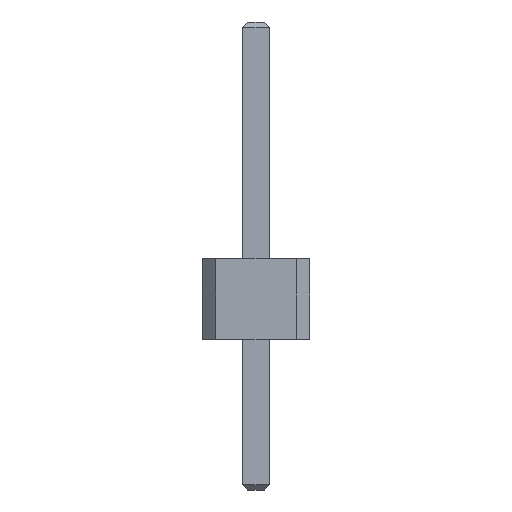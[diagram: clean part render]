
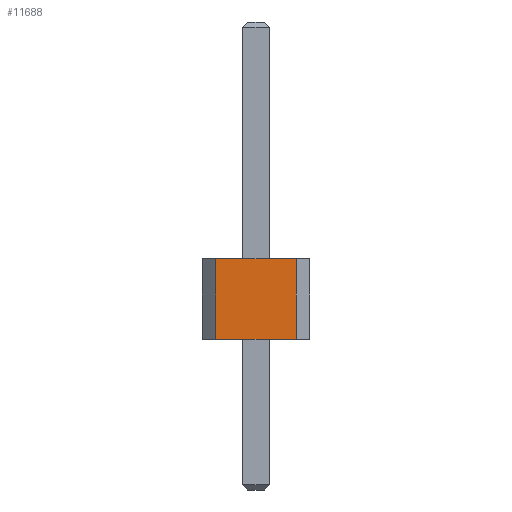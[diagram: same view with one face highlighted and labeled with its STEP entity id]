
A CAD part, front view. The second image highlights one B-rep face of the part: STEP entity #11688.
In plain terms, the highlighted planar face has unit normal (0, -1, 0).
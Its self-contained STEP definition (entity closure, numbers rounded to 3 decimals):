
#44 = PLANE('',#45);
#45 = AXIS2_PLACEMENT_3D('',#46,#47,#48);
#46 = CARTESIAN_POINT('',(-1.,0.75,0.));
#47 = DIRECTION('',(0.,0.,-1.));
#48 = DIRECTION('',(0.,1.,0.));
#100 = PLANE('',#101);
#101 = AXIS2_PLACEMENT_3D('',#102,#103,#104);
#102 = CARTESIAN_POINT('',(-1.,0.75,1.5));
#103 = DIRECTION('',(0.,0.,-1.));
#104 = DIRECTION('',(-1.,0.,0.));
#1589 = VERTEX_POINT('',#1590);
#1590 = CARTESIAN_POINT('',(0.75,-33.,0.));
#1604 = PLANE('',#1605);
#1605 = AXIS2_PLACEMENT_3D('',#1606,#1607,#1608);
#1606 = CARTESIAN_POINT('',(0.875,-32.875,0.));
#1607 = DIRECTION('',(0.707,-0.707,0.));
#1608 = DIRECTION('',(0.,0.,-1.));
#1616 = EDGE_CURVE('',#1617,#1589,#1619,.T.);
#1617 = VERTEX_POINT('',#1618);
#1618 = CARTESIAN_POINT('',(-0.75,-33.,0.));
#1619 = SURFACE_CURVE('',#1620,(#1624,#1631),.PCURVE_S1.);
#1620 = LINE('',#1621,#1622);
#1621 = CARTESIAN_POINT('',(-1.,-33.,0.));
#1622 = VECTOR('',#1623,1.);
#1623 = DIRECTION('',(1.,0.,0.));
#1624 = PCURVE('',#44,#1625);
#1625 = DEFINITIONAL_REPRESENTATION('',(#1626),#1630);
#1626 = LINE('',#1627,#1628);
#1627 = CARTESIAN_POINT('',(-33.75,0.));
#1628 = VECTOR('',#1629,1.);
#1629 = DIRECTION('',(0.,1.));
#1630 = ( GEOMETRIC_REPRESENTATION_CONTEXT(2) 
PARAMETRIC_REPRESENTATION_CONTEXT() REPRESENTATION_CONTEXT('2D SPACE',''
  ) );
#1631 = PCURVE('',#1632,#1637);
#1632 = PLANE('',#1633);
#1633 = AXIS2_PLACEMENT_3D('',#1634,#1635,#1636);
#1634 = CARTESIAN_POINT('',(-1.,-33.,0.));
#1635 = DIRECTION('',(0.,1.,0.));
#1636 = DIRECTION('',(1.,0.,0.));
#1637 = DEFINITIONAL_REPRESENTATION('',(#1638),#1642);
#1638 = LINE('',#1639,#1640);
#1639 = CARTESIAN_POINT('',(0.,0.));
#1640 = VECTOR('',#1641,1.);
#1641 = DIRECTION('',(1.,0.));
#1642 = ( GEOMETRIC_REPRESENTATION_CONTEXT(2) 
PARAMETRIC_REPRESENTATION_CONTEXT() REPRESENTATION_CONTEXT('2D SPACE',''
  ) );
#1660 = PLANE('',#1661);
#1661 = AXIS2_PLACEMENT_3D('',#1662,#1663,#1664);
#1662 = CARTESIAN_POINT('',(-0.875,-32.875,0.));
#1663 = DIRECTION('',(-0.707,-0.707,0.));
#1664 = DIRECTION('',(0.,0.,-1.));
#6071 = VERTEX_POINT('',#6072);
#6072 = CARTESIAN_POINT('',(0.75,-33.,1.5));
#6093 = EDGE_CURVE('',#6094,#6071,#6096,.T.);
#6094 = VERTEX_POINT('',#6095);
#6095 = CARTESIAN_POINT('',(-0.75,-33.,1.5));
#6096 = SURFACE_CURVE('',#6097,(#6101,#6108),.PCURVE_S1.);
#6097 = LINE('',#6098,#6099);
#6098 = CARTESIAN_POINT('',(-1.,-33.,1.5));
#6099 = VECTOR('',#6100,1.);
#6100 = DIRECTION('',(1.,0.,0.));
#6101 = PCURVE('',#100,#6102);
#6102 = DEFINITIONAL_REPRESENTATION('',(#6103),#6107);
#6103 = LINE('',#6104,#6105);
#6104 = CARTESIAN_POINT('',(0.,-33.75));
#6105 = VECTOR('',#6106,1.);
#6106 = DIRECTION('',(-1.,0.));
#6107 = ( GEOMETRIC_REPRESENTATION_CONTEXT(2) 
PARAMETRIC_REPRESENTATION_CONTEXT() REPRESENTATION_CONTEXT('2D SPACE',''
  ) );
#6108 = PCURVE('',#1632,#6109);
#6109 = DEFINITIONAL_REPRESENTATION('',(#6110),#6114);
#6110 = LINE('',#6111,#6112);
#6111 = CARTESIAN_POINT('',(0.,-1.5));
#6112 = VECTOR('',#6113,1.);
#6113 = DIRECTION('',(1.,0.));
#6114 = ( GEOMETRIC_REPRESENTATION_CONTEXT(2) 
PARAMETRIC_REPRESENTATION_CONTEXT() REPRESENTATION_CONTEXT('2D SPACE',''
  ) );
#11668 = EDGE_CURVE('',#1617,#6094,#11669,.T.);
#11669 = SURFACE_CURVE('',#11670,(#11674,#11681),.PCURVE_S1.);
#11670 = LINE('',#11671,#11672);
#11671 = CARTESIAN_POINT('',(-0.75,-33.,0.));
#11672 = VECTOR('',#11673,1.);
#11673 = DIRECTION('',(0.,0.,1.));
#11674 = PCURVE('',#1660,#11675);
#11675 = DEFINITIONAL_REPRESENTATION('',(#11676),#11680);
#11676 = LINE('',#11677,#11678);
#11677 = CARTESIAN_POINT('',(0.,0.177));
#11678 = VECTOR('',#11679,1.);
#11679 = DIRECTION('',(-1.,0.));
#11680 = ( GEOMETRIC_REPRESENTATION_CONTEXT(2) 
PARAMETRIC_REPRESENTATION_CONTEXT() REPRESENTATION_CONTEXT('2D SPACE',''
  ) );
#11681 = PCURVE('',#1632,#11682);
#11682 = DEFINITIONAL_REPRESENTATION('',(#11683),#11687);
#11683 = LINE('',#11684,#11685);
#11684 = CARTESIAN_POINT('',(0.25,0.));
#11685 = VECTOR('',#11686,1.);
#11686 = DIRECTION('',(0.,-1.));
#11687 = ( GEOMETRIC_REPRESENTATION_CONTEXT(2) 
PARAMETRIC_REPRESENTATION_CONTEXT() REPRESENTATION_CONTEXT('2D SPACE',''
  ) );
#11688 = ADVANCED_FACE('',(#11689),#1632,.F.);
#11689 = FACE_BOUND('',#11690,.F.);
#11690 = EDGE_LOOP('',(#11691,#11692,#11693,#11694));
#11691 = ORIENTED_EDGE('',*,*,#1616,.F.);
#11692 = ORIENTED_EDGE('',*,*,#11668,.T.);
#11693 = ORIENTED_EDGE('',*,*,#6093,.T.);
#11694 = ORIENTED_EDGE('',*,*,#11695,.F.);
#11695 = EDGE_CURVE('',#1589,#6071,#11696,.T.);
#11696 = SURFACE_CURVE('',#11697,(#11701,#11708),.PCURVE_S1.);
#11697 = LINE('',#11698,#11699);
#11698 = CARTESIAN_POINT('',(0.75,-33.,0.));
#11699 = VECTOR('',#11700,1.);
#11700 = DIRECTION('',(0.,0.,1.));
#11701 = PCURVE('',#1632,#11702);
#11702 = DEFINITIONAL_REPRESENTATION('',(#11703),#11707);
#11703 = LINE('',#11704,#11705);
#11704 = CARTESIAN_POINT('',(1.75,0.));
#11705 = VECTOR('',#11706,1.);
#11706 = DIRECTION('',(0.,-1.));
#11707 = ( GEOMETRIC_REPRESENTATION_CONTEXT(2) 
PARAMETRIC_REPRESENTATION_CONTEXT() REPRESENTATION_CONTEXT('2D SPACE',''
  ) );
#11708 = PCURVE('',#1604,#11709);
#11709 = DEFINITIONAL_REPRESENTATION('',(#11710),#11714);
#11710 = LINE('',#11711,#11712);
#11711 = CARTESIAN_POINT('',(0.,-0.177));
#11712 = VECTOR('',#11713,1.);
#11713 = DIRECTION('',(-1.,0.));
#11714 = ( GEOMETRIC_REPRESENTATION_CONTEXT(2) 
PARAMETRIC_REPRESENTATION_CONTEXT() REPRESENTATION_CONTEXT('2D SPACE',''
  ) );
